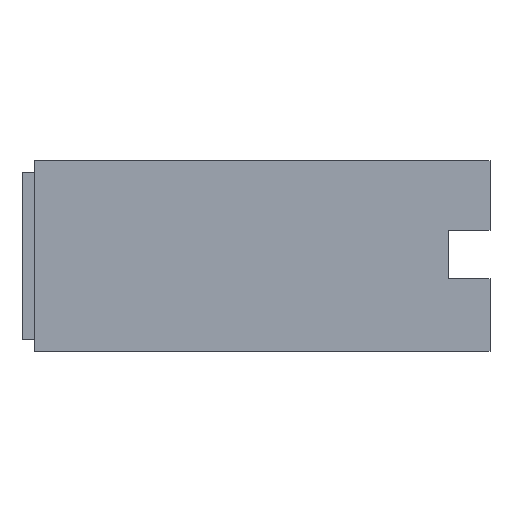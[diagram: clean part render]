
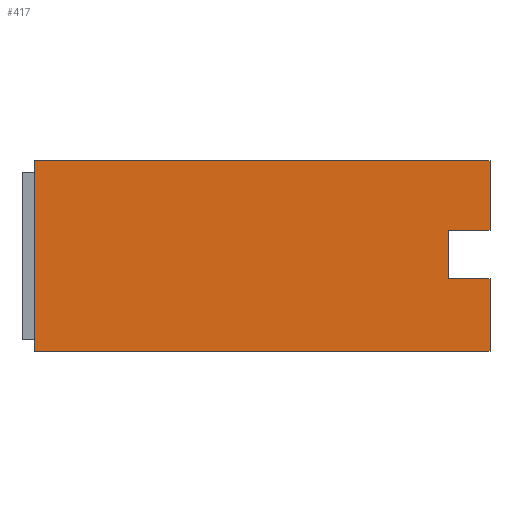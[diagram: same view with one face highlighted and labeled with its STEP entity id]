
A CAD part, top view. The second image highlights one B-rep face of the part: STEP entity #417.
In plain terms, the highlighted planar face has unit normal (0, 0, 1).
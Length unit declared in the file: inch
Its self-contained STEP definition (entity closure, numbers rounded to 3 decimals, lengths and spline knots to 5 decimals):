
#1 = LINE ( 'NONE', #271, #18 ) ;
#13 = CARTESIAN_POINT ( 'NONE',  ( 6.05964, 2.1391, 0.2 ) ) ;
#18 = VECTOR ( 'NONE', #81, 39.37008 ) ;
#19 = CARTESIAN_POINT ( 'NONE',  ( 6.05964, 2.1391, 0.2 ) ) ;
#22 = CARTESIAN_POINT ( 'NONE',  ( 6.05964, -0.3609, 0.2 ) ) ;
#32 = EDGE_LOOP ( 'NONE', ( #395, #40, #504, #189, #232, #406, #387, #119 ) ) ;
#40 = ORIENTED_EDGE ( 'NONE', *, *, #319, .F. ) ;
#46 = CARTESIAN_POINT ( 'NONE',  ( 5.51075, 0.59202, 0.2 ) ) ;
#57 = CARTESIAN_POINT ( 'NONE',  ( 0.07977, -0.3609, 0.2 ) ) ;
#65 = AXIS2_PLACEMENT_3D ( 'NONE', #337, #341, #101 ) ;
#81 = DIRECTION ( 'NONE',  ( -1., 0., 0. ) ) ;
#91 = VECTOR ( 'NONE', #108, 39.37008 ) ;
#98 = DIRECTION ( 'NONE',  ( -1., 0., 0. ) ) ;
#101 = DIRECTION ( 'NONE',  ( 1., 0., 0. ) ) ;
#107 = VERTEX_POINT ( 'NONE', #22 ) ;
#108 = DIRECTION ( 'NONE',  ( 1., 0., 0. ) ) ;
#119 = ORIENTED_EDGE ( 'NONE', *, *, #408, .T. ) ;
#130 = LINE ( 'NONE', #19, #289 ) ;
#154 = LINE ( 'NONE', #386, #91 ) ;
#157 = CARTESIAN_POINT ( 'NONE',  ( 6.05964, 2.1391, 0.2 ) ) ;
#166 = LINE ( 'NONE', #236, #377 ) ;
#168 = EDGE_CURVE ( 'NONE', #280, #384, #1, .T. ) ;
#169 = FACE_OUTER_BOUND ( 'NONE', #32, .T. ) ;
#172 = PLANE ( 'NONE',  #65 ) ;
#177 = VECTOR ( 'NONE', #450, 39.37008 ) ;
#180 = EDGE_CURVE ( 'NONE', #312, #449, #154, .T. ) ;
#189 = ORIENTED_EDGE ( 'NONE', *, *, #295, .T. ) ;
#209 = DIRECTION ( 'NONE',  ( 0., 1., 0. ) ) ;
#232 = ORIENTED_EDGE ( 'NONE', *, *, #168, .T. ) ;
#235 = VERTEX_POINT ( 'NONE', #357 ) ;
#236 = CARTESIAN_POINT ( 'NONE',  ( 0.07977, -0.3609, 0.2 ) ) ;
#249 = CARTESIAN_POINT ( 'NONE',  ( 6.05964, 0.59202, 0.2 ) ) ;
#264 = EDGE_CURVE ( 'NONE', #351, #107, #166, .T. ) ;
#271 = CARTESIAN_POINT ( 'NONE',  ( 0.07977, 2.1391, 0.2 ) ) ;
#280 = VERTEX_POINT ( 'NONE', #13 ) ;
#289 = VECTOR ( 'NONE', #209, 39.37008 ) ;
#295 = EDGE_CURVE ( 'NONE', #302, #280, #366, .T. ) ;
#302 = VERTEX_POINT ( 'NONE', #399 ) ;
#303 = CARTESIAN_POINT ( 'NONE',  ( 6.05964, 1.22633, 0.2 ) ) ;
#312 = VERTEX_POINT ( 'NONE', #46 ) ;
#319 = EDGE_CURVE ( 'NONE', #235, #312, #327, .T. ) ;
#327 = LINE ( 'NONE', #483, #177 ) ;
#333 = CARTESIAN_POINT ( 'NONE',  ( 0.07977, 2.1391, 0.2 ) ) ;
#337 = CARTESIAN_POINT ( 'NONE',  ( 0., 0., 0.2 ) ) ;
#339 = LINE ( 'NONE', #303, #487 ) ;
#341 = DIRECTION ( 'NONE',  ( 0., 0., 1. ) ) ;
#351 = VERTEX_POINT ( 'NONE', #57 ) ;
#357 = CARTESIAN_POINT ( 'NONE',  ( 5.51075, 1.22633, 0.2 ) ) ;
#366 = LINE ( 'NONE', #157, #404 ) ;
#367 = LINE ( 'NONE', #418, #440 ) ;
#377 = VECTOR ( 'NONE', #479, 39.37008 ) ;
#384 = VERTEX_POINT ( 'NONE', #333 ) ;
#386 = CARTESIAN_POINT ( 'NONE',  ( 6.05964, 0.59202, 0.2 ) ) ;
#387 = ORIENTED_EDGE ( 'NONE', *, *, #264, .T. ) ;
#395 = ORIENTED_EDGE ( 'NONE', *, *, #180, .F. ) ;
#399 = CARTESIAN_POINT ( 'NONE',  ( 6.05964, 1.22633, 0.2 ) ) ;
#404 = VECTOR ( 'NONE', #442, 39.37008 ) ;
#406 = ORIENTED_EDGE ( 'NONE', *, *, #499, .T. ) ;
#408 = EDGE_CURVE ( 'NONE', #107, #449, #130, .T. ) ;
#417 = ADVANCED_FACE ( 'NONE', ( #169 ), #172, .T. ) ;
#418 = CARTESIAN_POINT ( 'NONE',  ( 0.07977, 2.1391, 0.2 ) ) ;
#440 = VECTOR ( 'NONE', #489, 39.37008 ) ;
#442 = DIRECTION ( 'NONE',  ( 0., 1., 0. ) ) ;
#448 = EDGE_CURVE ( 'NONE', #302, #235, #339, .T. ) ;
#449 = VERTEX_POINT ( 'NONE', #249 ) ;
#450 = DIRECTION ( 'NONE',  ( 0., -1., 0. ) ) ;
#479 = DIRECTION ( 'NONE',  ( 1., 0., 0. ) ) ;
#483 = CARTESIAN_POINT ( 'NONE',  ( 5.51075, 0.59202, 0.2 ) ) ;
#487 = VECTOR ( 'NONE', #98, 39.37008 ) ;
#489 = DIRECTION ( 'NONE',  ( 0., -1., 0. ) ) ;
#499 = EDGE_CURVE ( 'NONE', #384, #351, #367, .T. ) ;
#504 = ORIENTED_EDGE ( 'NONE', *, *, #448, .F. ) ;
